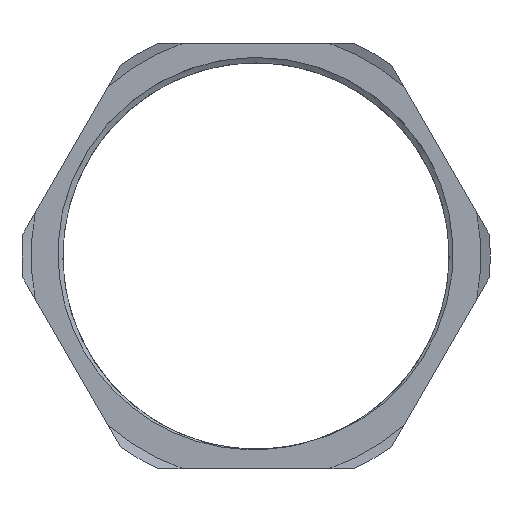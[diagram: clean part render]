
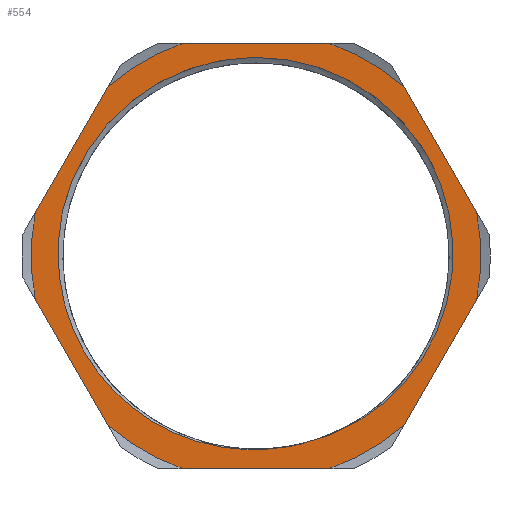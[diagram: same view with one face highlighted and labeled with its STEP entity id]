
A CAD part, left-side view. The second image highlights one B-rep face of the part: STEP entity #554.
In plain terms, the highlighted planar face has unit normal (-1, 0, 0).
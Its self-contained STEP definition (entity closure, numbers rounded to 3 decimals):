
#18=FACE_BOUND('',#136,.T.);
#21=B_SPLINE_CURVE_WITH_KNOTS('',3,(#1190,#1191,#1192,#1193,#1194,#1195,
#1196,#1197,#1198,#1199,#1200,#1201,#1202,#1203,#1204,#1205,#1206,#1207,
#1208),.UNSPECIFIED.,.F.,.F.,(4,3,3,3,3,3,4),(-5.376,-5.333,
-4.123,-3.986,-2.648,-1.319,
0.),.UNSPECIFIED.);
#25=B_SPLINE_CURVE_WITH_KNOTS('',3,(#1626,#1627,#1628,#1629,#1630,#1631,
#1632,#1633,#1634,#1635,#1636,#1637,#1638,#1639,#1640,#1641),
 .UNSPECIFIED.,.F.,.F.,(4,3,3,3,3,4),(-5.379,-5.337,
-4.016,-2.686,-1.347,0.),.UNSPECIFIED.);
#35=CIRCLE('',#570,31.71);
#37=CIRCLE('',#573,31.71);
#39=CIRCLE('',#576,31.71);
#41=CIRCLE('',#579,31.71);
#43=CIRCLE('',#582,31.71);
#46=CIRCLE('',#586,31.71);
#61=CIRCLE('',#615,27.25);
#62=CIRCLE('',#617,28.01);
#104=FACE_OUTER_BOUND('',#135,.T.);
#135=EDGE_LOOP('',(#501,#502,#503,#504,#505,#506,#507,#508,#509,#510,#511,
#512));
#136=EDGE_LOOP('',(#513,#514,#515,#516));
#138=LINE('',#771,#162);
#142=LINE('',#796,#166);
#146=LINE('',#821,#170);
#150=LINE('',#846,#174);
#154=LINE('',#871,#178);
#158=LINE('',#896,#182);
#162=VECTOR('',#624,10.);
#166=VECTOR('',#630,10.);
#170=VECTOR('',#636,10.);
#174=VECTOR('',#642,10.);
#178=VECTOR('',#648,10.);
#182=VECTOR('',#654,10.);
#212=VERTEX_POINT('',#766);
#213=VERTEX_POINT('',#770);
#220=VERTEX_POINT('',#791);
#221=VERTEX_POINT('',#795);
#228=VERTEX_POINT('',#816);
#229=VERTEX_POINT('',#820);
#236=VERTEX_POINT('',#841);
#237=VERTEX_POINT('',#845);
#244=VERTEX_POINT('',#866);
#245=VERTEX_POINT('',#870);
#252=VERTEX_POINT('',#891);
#253=VERTEX_POINT('',#895);
#261=VERTEX_POINT('',#1188);
#262=VERTEX_POINT('',#1189);
#263=VERTEX_POINT('',#1382);
#264=VERTEX_POINT('',#1625);
#268=EDGE_CURVE('',#213,#212,#138,.T.);
#276=EDGE_CURVE('',#221,#220,#142,.T.);
#284=EDGE_CURVE('',#229,#228,#146,.T.);
#292=EDGE_CURVE('',#237,#236,#150,.T.);
#300=EDGE_CURVE('',#245,#244,#154,.T.);
#308=EDGE_CURVE('',#253,#252,#158,.T.);
#313=EDGE_CURVE('',#252,#245,#35,.T.);
#315=EDGE_CURVE('',#244,#237,#37,.T.);
#317=EDGE_CURVE('',#236,#229,#39,.T.);
#319=EDGE_CURVE('',#228,#221,#41,.T.);
#321=EDGE_CURVE('',#220,#213,#43,.T.);
#324=EDGE_CURVE('',#212,#253,#46,.T.);
#341=EDGE_CURVE('',#261,#262,#21,.T.);
#344=EDGE_CURVE('',#262,#263,#61,.T.);
#346=EDGE_CURVE('',#263,#264,#25,.T.);
#348=EDGE_CURVE('',#261,#264,#62,.T.);
#501=ORIENTED_EDGE('',*,*,#268,.T.);
#502=ORIENTED_EDGE('',*,*,#324,.T.);
#503=ORIENTED_EDGE('',*,*,#308,.T.);
#504=ORIENTED_EDGE('',*,*,#313,.T.);
#505=ORIENTED_EDGE('',*,*,#300,.T.);
#506=ORIENTED_EDGE('',*,*,#315,.T.);
#507=ORIENTED_EDGE('',*,*,#292,.T.);
#508=ORIENTED_EDGE('',*,*,#317,.T.);
#509=ORIENTED_EDGE('',*,*,#284,.T.);
#510=ORIENTED_EDGE('',*,*,#319,.T.);
#511=ORIENTED_EDGE('',*,*,#276,.T.);
#512=ORIENTED_EDGE('',*,*,#321,.T.);
#513=ORIENTED_EDGE('',*,*,#348,.T.);
#514=ORIENTED_EDGE('',*,*,#346,.F.);
#515=ORIENTED_EDGE('',*,*,#344,.F.);
#516=ORIENTED_EDGE('',*,*,#341,.F.);
#524=PLANE('',#618);
#554=ADVANCED_FACE('',(#104,#18),#524,.T.);
#570=AXIS2_PLACEMENT_3D('',#909,#659,#660);
#573=AXIS2_PLACEMENT_3D('',#912,#665,#666);
#576=AXIS2_PLACEMENT_3D('',#915,#671,#672);
#579=AXIS2_PLACEMENT_3D('',#918,#677,#678);
#582=AXIS2_PLACEMENT_3D('',#921,#683,#684);
#586=AXIS2_PLACEMENT_3D('',#925,#691,#692);
#615=AXIS2_PLACEMENT_3D('',#1383,#749,#750);
#617=AXIS2_PLACEMENT_3D('',#1688,#753,#754);
#618=AXIS2_PLACEMENT_3D('',#1689,#755,#756);
#624=DIRECTION('',(0.,0.5,-0.866));
#630=DIRECTION('',(0.,1.,0.));
#636=DIRECTION('',(0.,0.5,0.866));
#642=DIRECTION('',(0.,-0.5,0.866));
#648=DIRECTION('',(0.,-1.,0.));
#654=DIRECTION('',(0.,-0.5,-0.866));
#659=DIRECTION('center_axis',(-1.,0.,0.));
#660=DIRECTION('ref_axis',(0.,1.,0.));
#665=DIRECTION('center_axis',(-1.,0.,0.));
#666=DIRECTION('ref_axis',(0.,1.,0.));
#671=DIRECTION('center_axis',(-1.,0.,0.));
#672=DIRECTION('ref_axis',(0.,1.,0.));
#677=DIRECTION('center_axis',(-1.,0.,0.));
#678=DIRECTION('ref_axis',(0.,1.,0.));
#683=DIRECTION('center_axis',(-1.,0.,0.));
#684=DIRECTION('ref_axis',(0.,1.,0.));
#691=DIRECTION('center_axis',(-1.,0.,0.));
#692=DIRECTION('ref_axis',(0.,1.,0.));
#749=DIRECTION('center_axis',(-1.,0.,0.));
#750=DIRECTION('ref_axis',(0.,0.,1.));
#753=DIRECTION('center_axis',(1.,0.,0.));
#754=DIRECTION('ref_axis',(0.,0.,-1.));
#755=DIRECTION('center_axis',(-1.,0.,0.));
#756=DIRECTION('ref_axis',(0.,0.,1.));
#766=CARTESIAN_POINT('',(-5.1,31.117,6.104));
#770=CARTESIAN_POINT('',(-5.1,20.845,23.896));
#771=CARTESIAN_POINT('',(-5.1,25.776,15.355));
#791=CARTESIAN_POINT('',(-5.1,10.272,30.));
#795=CARTESIAN_POINT('',(-5.1,-10.272,30.));
#796=CARTESIAN_POINT('',(-5.1,7.84,30.));
#816=CARTESIAN_POINT('',(-5.1,-20.845,23.896));
#820=CARTESIAN_POINT('',(-5.1,-31.117,6.104));
#821=CARTESIAN_POINT('',(-5.1,-26.186,14.645));
#841=CARTESIAN_POINT('',(-5.1,-31.117,-6.104));
#845=CARTESIAN_POINT('',(-5.1,-20.845,-23.896));
#846=CARTESIAN_POINT('',(-5.1,-17.526,-29.645));
#866=CARTESIAN_POINT('',(-5.1,-10.272,-30.));
#870=CARTESIAN_POINT('',(-5.1,10.272,-30.));
#871=CARTESIAN_POINT('',(-5.1,25.16,-30.));
#891=CARTESIAN_POINT('',(-5.1,20.845,-23.896));
#895=CARTESIAN_POINT('',(-5.1,31.117,-6.104));
#896=CARTESIAN_POINT('',(-5.1,34.436,-0.355));
#909=CARTESIAN_POINT('Origin',(-5.1,0.,0.));
#912=CARTESIAN_POINT('Origin',(-5.1,0.,0.));
#915=CARTESIAN_POINT('Origin',(-5.1,0.,0.));
#918=CARTESIAN_POINT('Origin',(-5.1,0.,0.));
#921=CARTESIAN_POINT('Origin',(-5.1,0.,0.));
#925=CARTESIAN_POINT('Origin',(-5.1,0.,0.));
#1188=CARTESIAN_POINT('',(-5.1,27.281,6.349));
#1189=CARTESIAN_POINT('',(-5.1,-3.817,-26.981));
#1190=CARTESIAN_POINT('Ctrl Pts',(-5.1,27.283,6.349));
#1191=CARTESIAN_POINT('Ctrl Pts',(-5.1,27.314,6.208));
#1192=CARTESIAN_POINT('Ctrl Pts',(-5.1,27.344,6.066));
#1193=CARTESIAN_POINT('Ctrl Pts',(-5.1,27.372,5.924));
#1194=CARTESIAN_POINT('Ctrl Pts',(-5.1,28.17,1.972));
#1195=CARTESIAN_POINT('Ctrl Pts',(-5.1,28.097,-2.137));
#1196=CARTESIAN_POINT('Ctrl Pts',(-5.1,27.17,-6.052));
#1197=CARTESIAN_POINT('Ctrl Pts',(-5.1,27.066,-6.493));
#1198=CARTESIAN_POINT('Ctrl Pts',(-5.1,26.951,-6.931));
#1199=CARTESIAN_POINT('Ctrl Pts',(-5.1,26.825,-7.366));
#1200=CARTESIAN_POINT('Ctrl Pts',(-5.1,25.588,-11.633));
#1201=CARTESIAN_POINT('Ctrl Pts',(-5.1,23.302,-15.607));
#1202=CARTESIAN_POINT('Ctrl Pts',(-5.1,20.233,-18.815));
#1203=CARTESIAN_POINT('Ctrl Pts',(-5.1,17.185,-22.001));
#1204=CARTESIAN_POINT('Ctrl Pts',(-5.1,13.347,-24.45));
#1205=CARTESIAN_POINT('Ctrl Pts',(-5.1,9.166,-25.864));
#1206=CARTESIAN_POINT('Ctrl Pts',(-5.1,5.014,-27.269));
#1207=CARTESIAN_POINT('Ctrl Pts',(-5.1,0.528,-27.66));
#1208=CARTESIAN_POINT('Ctrl Pts',(-5.1,-3.817,-26.981));
#1382=CARTESIAN_POINT('',(-5.1,-5.94,-26.595));
#1383=CARTESIAN_POINT('Origin',(-5.1,0.,0.));
#1625=CARTESIAN_POINT('',(-5.1,-23.291,15.559));
#1626=CARTESIAN_POINT('Ctrl Pts',(-5.1,-5.94,-26.597));
#1627=CARTESIAN_POINT('Ctrl Pts',(-5.1,-6.078,-26.568));
#1628=CARTESIAN_POINT('Ctrl Pts',(-5.1,-6.216,-26.538));
#1629=CARTESIAN_POINT('Ctrl Pts',(-5.1,-6.353,-26.507));
#1630=CARTESIAN_POINT('Ctrl Pts',(-5.1,-10.641,-25.545));
#1631=CARTESIAN_POINT('Ctrl Pts',(-5.1,-14.677,-23.53));
#1632=CARTESIAN_POINT('Ctrl Pts',(-5.1,-18.022,-20.7));
#1633=CARTESIAN_POINT('Ctrl Pts',(-5.1,-21.392,-17.85));
#1634=CARTESIAN_POINT('Ctrl Pts',(-5.1,-24.065,-14.163));
#1635=CARTESIAN_POINT('Ctrl Pts',(-5.1,-25.732,-10.079));
#1636=CARTESIAN_POINT('Ctrl Pts',(-5.1,-27.409,-5.968));
#1637=CARTESIAN_POINT('Ctrl Pts',(-5.1,-28.078,-1.432));
#1638=CARTESIAN_POINT('Ctrl Pts',(-5.1,-27.662,2.994));
#1639=CARTESIAN_POINT('Ctrl Pts',(-5.1,-27.243,7.447));
#1640=CARTESIAN_POINT('Ctrl Pts',(-5.1,-25.733,11.79));
#1641=CARTESIAN_POINT('Ctrl Pts',(-5.1,-23.291,15.559));
#1688=CARTESIAN_POINT('Origin',(-5.1,0.,0.));
#1689=CARTESIAN_POINT('Origin',(-5.1,33.,0.));
